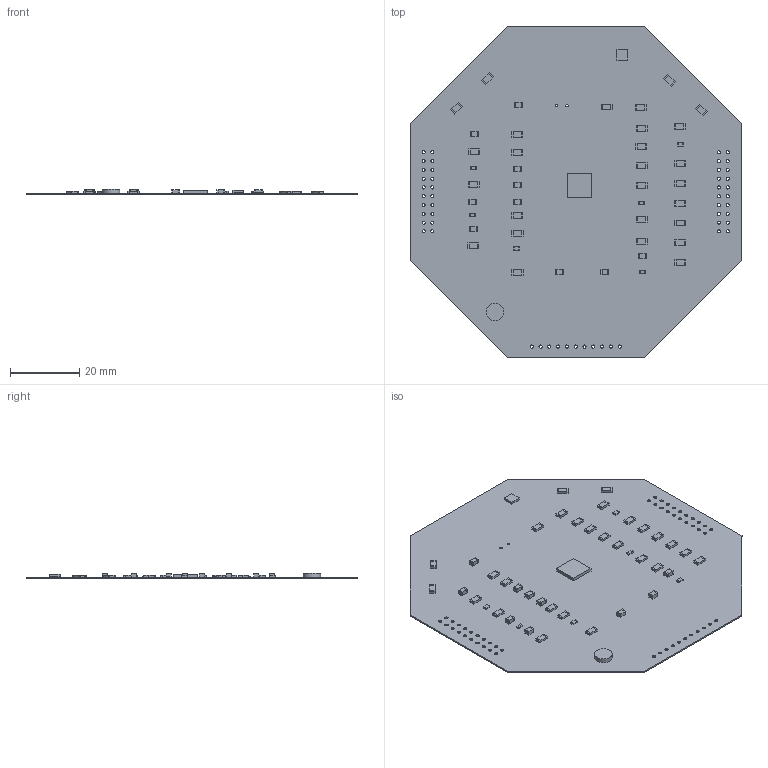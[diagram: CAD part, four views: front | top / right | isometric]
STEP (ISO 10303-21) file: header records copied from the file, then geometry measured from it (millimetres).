
FILE_DESCRIPTION(('Open CASCADE Model'),'2;1');
FILE_NAME('Open CASCADE Shape Model','2019-02-14T11:09:11',('Author'),( 'Open CASCADE'),'Open CASCADE STEP processor 6.8','Open CASCADE 6.8' ,'Unknown');
FILE_SCHEMA(('AUTOMOTIVE_DESIGN { 1 0 10303 214 1 1 1 1 }'));
Length unit declared in the file: millimetre
Products named in the file (74): PCB; Board; Red; 5979705344; Extruded; 5979705152; R2; 5979705728; 5979705536; R1; Green; RF_Switch; 5979703808; R351; 5979704576; 5979704384; Osc; 5979703616; Cylinder; L41; 5979704960; 5979704768; L34; 5979704192; 5979704000; L33; L32; L31; L21; L14; L13; L12; FL1; C485; C484; C483; C481; C441; C420; C351 ...
Assembly tree (192 placements, depth 4):
  PCB
    Board
    Red
      5979705344  x2
        Extruded
      5979705152
        Extruded
    R2
      5979705728  x2
        Extruded
      5979705536
        Extruded
    R1
      5979705344  x2
        Extruded
      5979705152
        Extruded
    Green
      5979705728  x2
        Extruded
      5979705536
        Extruded
    RF_Switch
      5979703808
        Extruded
    R351
      5979704576  x2
        Extruded
      5979704384
        Extruded
    Osc
      5979703616
        Cylinder
    L41
      5979704960
        Extruded
      5979704768  x2
        Extruded
    L34
      5979704192  x2
        Extruded
      5979704000
        Extruded
    L33
      5979704192  x2
        Extruded
      5979704000
        Extruded
    L32
      5979704960
        Extruded
      5979704768  x2
        Extruded
    L31
      5979704192  x2
        Extruded
      5979704000
        Extruded
    L21
      5979704960
Bounding box: 95.93 x 95.93 x 1.68 mm (x, y, z)
Volume: 3340.3 mm3; surface area: 16435.8 mm2
Topology: 133 solids, 133 shells, 852 faces, 1758 edges, 1172 vertices
Faces by surface type: plane 798, cylinder 54
Full cylindrical faces by diameter (mm): 0.7 x2, 0.9 x51, 5.08 x1
Entity records: 6640 total; most frequent: DIRECTION 1100, CARTESIAN_POINT 881, ORIENTED_EDGE 660, AXIS2_PLACEMENT_3D 439, EDGE_CURVE 330, PRODUCT_DEFINITION_SHAPE 266, FACE_BOUND 244, EDGE_LOOP 244
